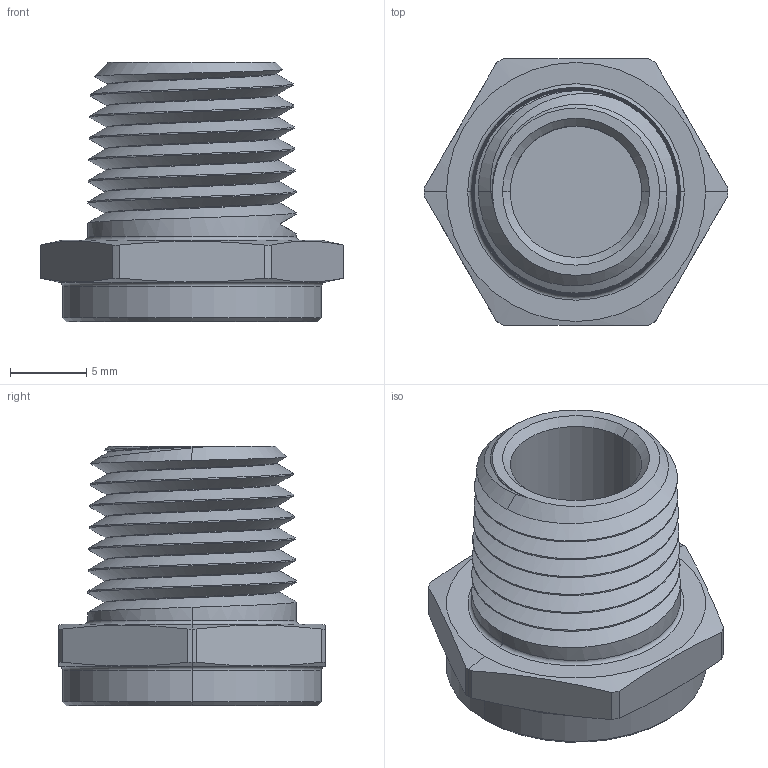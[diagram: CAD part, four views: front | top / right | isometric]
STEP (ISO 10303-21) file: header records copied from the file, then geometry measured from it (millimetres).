
FILE_DESCRIPTION (( 'STEP AP214' ), '1' );
FILE_NAME ('101012.step', '2013-08-23T19:27:57', ( '' ), ( '' ), 'SwSTEP 2.0', 'SolidWorks 2012', '' );
FILE_SCHEMA (( 'AUTOMOTIVE_DESIGN' ));
Length unit declared in the file: inch
Products named in the file (3): 402012; 403012_CUTOMER; 101012
Assembly tree (2 placements, depth 2):
  101012
    403012_CUTOMER
    402012
Bounding box: 19.93 x 17.53 x 17.02 mm (x, y, z)
Volume: 1959.7 mm3; surface area: 2122.8 mm2
Topology: 2 solids, 2 shells, 61 faces, 152 edges, 96 vertices
Faces by surface type: cone 24, cylinder 16, plane 14, torus 4, bspline 3
Entity records: 5204 total; most frequent: CARTESIAN_POINT 3701, ORIENTED_EDGE 304, DIRECTION 273, EDGE_CURVE 152, AXIS2_PLACEMENT_3D 111, VERTEX_POINT 96, EDGE_LOOP 64, ADVANCED_FACE 61
